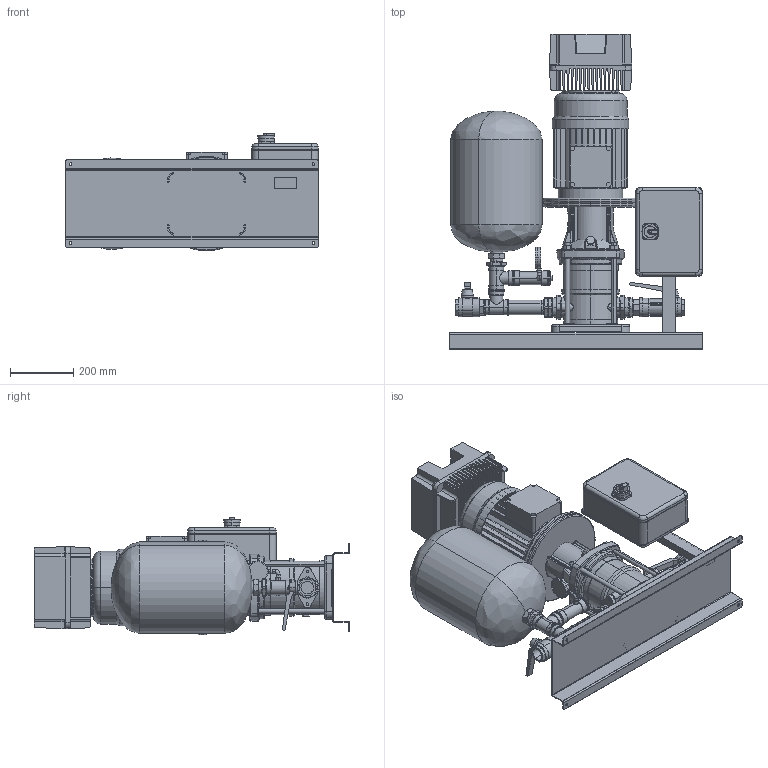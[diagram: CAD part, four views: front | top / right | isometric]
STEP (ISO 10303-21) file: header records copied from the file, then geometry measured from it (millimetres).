
FILE_DESCRIPTION (( 'STEP AP214' ), '1' );
FILE_NAME ('1SBI_20-5_TE_ZB00050630.STEP', '2022-07-17T13:07:32', ( '' ), ( '' ), 'SwSTEP 2.0', 'SolidWorks 2020', '' );
FILE_SCHEMA (( 'AUTOMOTIVE_DESIGN' ));
Length unit declared in the file: millimetre
Products named in the file (1): 1SBI_20-5_TE_ZB00050630
Bounding box: 800 x 1001 x 374 mm (x, y, z)
Volume: 61229144.8 mm3; surface area: 4407500 mm2
Topology: 36 solids, 41 shells, 1651 faces, 4083 edges, 2582 vertices
Faces by surface type: plane 721, cylinder 515, bspline 181, torus 114, cone 114, sphere 6
Entity records: 86905 total; most frequent: CARTESIAN_POINT 31091, ORIENTED_EDGE 8144, DIRECTION 7100, EDGE_CURVE 4072, AXIS2_PLACEMENT_3D 2584, VERTEX_POINT 2582, LINE 1932, VECTOR 1932
